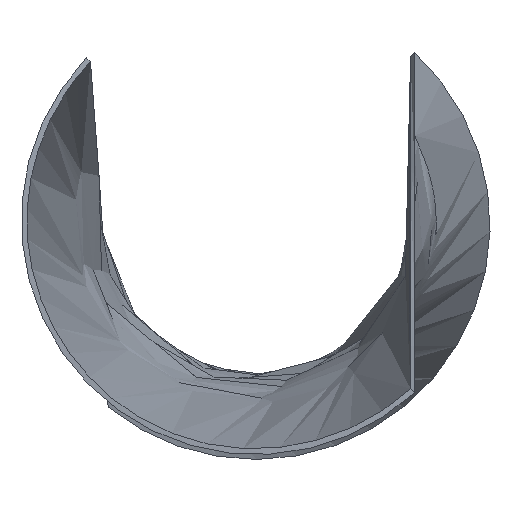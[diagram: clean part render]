
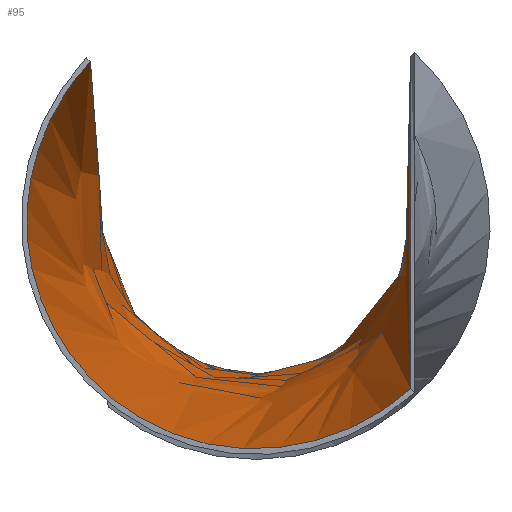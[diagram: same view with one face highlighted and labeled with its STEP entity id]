
A CAD part, top view. The second image highlights one B-rep face of the part: STEP entity #95.
In plain terms, the highlighted free-form (B-spline) face has degree [3, 3] with [5, 7] control points.
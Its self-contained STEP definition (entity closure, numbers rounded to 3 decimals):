
#32=FACE_OUTER_BOUND('',#38,.T.);
#38=EDGE_LOOP('',(#68,#69,#70,#71));
#44=B_SPLINE_CURVE_WITH_KNOTS('',3,(#173,#174,#175,#176,#177,#178,#179),
 .UNSPECIFIED.,.F.,.F.,(4,3,4),(0.,2.926,5.12),
 .UNSPECIFIED.);
#45=B_SPLINE_CURVE_WITH_KNOTS('',3,(#181,#182,#183,#184,#185,#186,#187),
 .UNSPECIFIED.,.F.,.F.,(4,1,1,1,4),(0.,0.88,1.319,
2.199,3.079),.UNSPECIFIED.);
#46=B_SPLINE_CURVE_WITH_KNOTS('',3,(#189,#190,#191,#192,#193),
 .UNSPECIFIED.,.F.,.F.,(4,1,4),(-5.12,-2.926,0.),
 .UNSPECIFIED.);
#47=B_SPLINE_CURVE_WITH_KNOTS('',3,(#194,#195,#196,#197,#198,#199,#200),
 .UNSPECIFIED.,.F.,.F.,(4,1,1,1,4),(0.,0.88,1.319,
2.199,3.079),.UNSPECIFIED.);
#48=VERTEX_POINT('',#171);
#49=VERTEX_POINT('',#172);
#50=VERTEX_POINT('',#180);
#51=VERTEX_POINT('',#188);
#56=EDGE_CURVE('',#48,#49,#44,.T.);
#57=EDGE_CURVE('',#48,#50,#45,.T.);
#58=EDGE_CURVE('',#51,#50,#46,.T.);
#59=EDGE_CURVE('',#49,#51,#47,.T.);
#68=ORIENTED_EDGE('',*,*,#56,.F.);
#69=ORIENTED_EDGE('',*,*,#57,.T.);
#70=ORIENTED_EDGE('',*,*,#58,.F.);
#71=ORIENTED_EDGE('',*,*,#59,.F.);
#92=B_SPLINE_SURFACE_WITH_KNOTS('',3,3,((#136,#137,#138,#139,#140,#141,
#142),(#143,#144,#145,#146,#147,#148,#149),(#150,#151,#152,#153,#154,#155,
#156),(#157,#158,#159,#160,#161,#162,#163),(#164,#165,#166,#167,#168,#169,
#170)),.UNSPECIFIED.,.F.,.F.,.F.,(4,1,4),(4,1,1,1,4),(-5.12,
-2.926,0.),(0.,0.88,1.319,2.199,
3.079),.UNSPECIFIED.);
#95=ADVANCED_FACE('',(#32),#92,.T.);
#136=CARTESIAN_POINT('Ctrl Pts',(2.801,-3.046,50.826));
#137=CARTESIAN_POINT('Ctrl Pts',(1.908,-3.868,50.826));
#138=CARTESIAN_POINT('Ctrl Pts',(0.008,-4.453,
50.826));
#139=CARTESIAN_POINT('Ctrl Pts',(-2.919,-3.372,50.826));
#140=CARTESIAN_POINT('Ctrl Pts',(-4.677,-0.549,50.826));
#141=CARTESIAN_POINT('Ctrl Pts',(-3.827,1.989,50.826));
#142=CARTESIAN_POINT('Ctrl Pts',(-2.987,2.865,50.826));
#143=CARTESIAN_POINT('Ctrl Pts',(2.791,-2.165,43.566));
#144=CARTESIAN_POINT('Ctrl Pts',(2.158,-2.984,43.566));
#145=CARTESIAN_POINT('Ctrl Pts',(0.641,-3.744,43.566));
#146=CARTESIAN_POINT('Ctrl Pts',(-1.974,-3.255,43.566));
#147=CARTESIAN_POINT('Ctrl Pts',(-3.857,-1.128,43.566));
#148=CARTESIAN_POINT('Ctrl Pts',(-3.502,1.128,43.566));
#149=CARTESIAN_POINT('Ctrl Pts',(-2.921,1.985,43.566));
#150=CARTESIAN_POINT('Ctrl Pts',(2.749,-0.14,26.62));
#151=CARTESIAN_POINT('Ctrl Pts',(2.709,-0.945,26.62));
#152=CARTESIAN_POINT('Ctrl Pts',(2.079,-2.109,26.62));
#153=CARTESIAN_POINT('Ctrl Pts',(0.187,-2.96,26.62));
#154=CARTESIAN_POINT('Ctrl Pts',(-1.963,-2.44,26.62));
#155=CARTESIAN_POINT('Ctrl Pts',(-2.742,-0.84,26.62));
#156=CARTESIAN_POINT('Ctrl Pts',(-2.752,-0.033,
26.62));
#157=CARTESIAN_POINT('Ctrl Pts',(2.787,1.871,9.672));
#158=CARTESIAN_POINT('Ctrl Pts',(3.334,1.053,9.672));
#159=CARTESIAN_POINT('Ctrl Pts',(3.571,-0.544,9.672));
#160=CARTESIAN_POINT('Ctrl Pts',(2.341,-2.755,9.672));
#161=CARTESIAN_POINT('Ctrl Pts',(-0.137,-3.815,9.672));
#162=CARTESIAN_POINT('Ctrl Pts',(-2.068,-2.823,9.672));
#163=CARTESIAN_POINT('Ctrl Pts',(-2.664,-2.042,9.672));
#164=CARTESIAN_POINT('Ctrl Pts',(2.801,3.046,-0.009));
#165=CARTESIAN_POINT('Ctrl Pts',(3.695,2.225,-0.009));
#166=CARTESIAN_POINT('Ctrl Pts',(4.436,0.381,-0.009));
#167=CARTESIAN_POINT('Ctrl Pts',(3.605,-2.627,-0.009));
#168=CARTESIAN_POINT('Ctrl Pts',(0.938,-4.614,-0.009));
#169=CARTESIAN_POINT('Ctrl Pts',(-1.661,-3.98,-0.009));
#170=CARTESIAN_POINT('Ctrl Pts',(-2.605,-3.216,-0.009));
#171=CARTESIAN_POINT('',(2.801,3.046,-0.009));
#172=CARTESIAN_POINT('',(2.801,-3.046,50.826));
#173=CARTESIAN_POINT('Ctrl Pts',(2.801,3.046,-0.009));
#174=CARTESIAN_POINT('Ctrl Pts',(2.787,1.871,9.672));
#175=CARTESIAN_POINT('Ctrl Pts',(2.766,0.722,19.356));
#176=CARTESIAN_POINT('Ctrl Pts',(2.77,-0.432,29.04));
#177=CARTESIAN_POINT('Ctrl Pts',(2.773,-1.297,36.303));
#178=CARTESIAN_POINT('Ctrl Pts',(2.791,-2.165,43.566));
#179=CARTESIAN_POINT('Ctrl Pts',(2.801,-3.046,50.826));
#180=CARTESIAN_POINT('',(-2.605,-3.216,-0.009));
#181=CARTESIAN_POINT('Ctrl Pts',(2.801,3.046,-0.009));
#182=CARTESIAN_POINT('Ctrl Pts',(3.695,2.225,-0.009));
#183=CARTESIAN_POINT('Ctrl Pts',(4.436,0.381,-0.009));
#184=CARTESIAN_POINT('Ctrl Pts',(3.605,-2.627,-0.009));
#185=CARTESIAN_POINT('Ctrl Pts',(0.938,-4.614,-0.009));
#186=CARTESIAN_POINT('Ctrl Pts',(-1.661,-3.98,-0.009));
#187=CARTESIAN_POINT('Ctrl Pts',(-2.605,-3.216,-0.009));
#188=CARTESIAN_POINT('',(-2.987,2.865,50.826));
#189=CARTESIAN_POINT('Ctrl Pts',(-2.987,2.865,50.826));
#190=CARTESIAN_POINT('Ctrl Pts',(-2.921,1.985,43.566));
#191=CARTESIAN_POINT('Ctrl Pts',(-2.752,-0.033,
26.62));
#192=CARTESIAN_POINT('Ctrl Pts',(-2.664,-2.042,9.672));
#193=CARTESIAN_POINT('Ctrl Pts',(-2.605,-3.216,-0.009));
#194=CARTESIAN_POINT('Ctrl Pts',(2.801,-3.046,50.826));
#195=CARTESIAN_POINT('Ctrl Pts',(1.908,-3.868,50.826));
#196=CARTESIAN_POINT('Ctrl Pts',(0.008,-4.453,
50.826));
#197=CARTESIAN_POINT('Ctrl Pts',(-2.919,-3.372,50.826));
#198=CARTESIAN_POINT('Ctrl Pts',(-4.677,-0.549,50.826));
#199=CARTESIAN_POINT('Ctrl Pts',(-3.827,1.989,50.826));
#200=CARTESIAN_POINT('Ctrl Pts',(-2.987,2.865,50.826));
